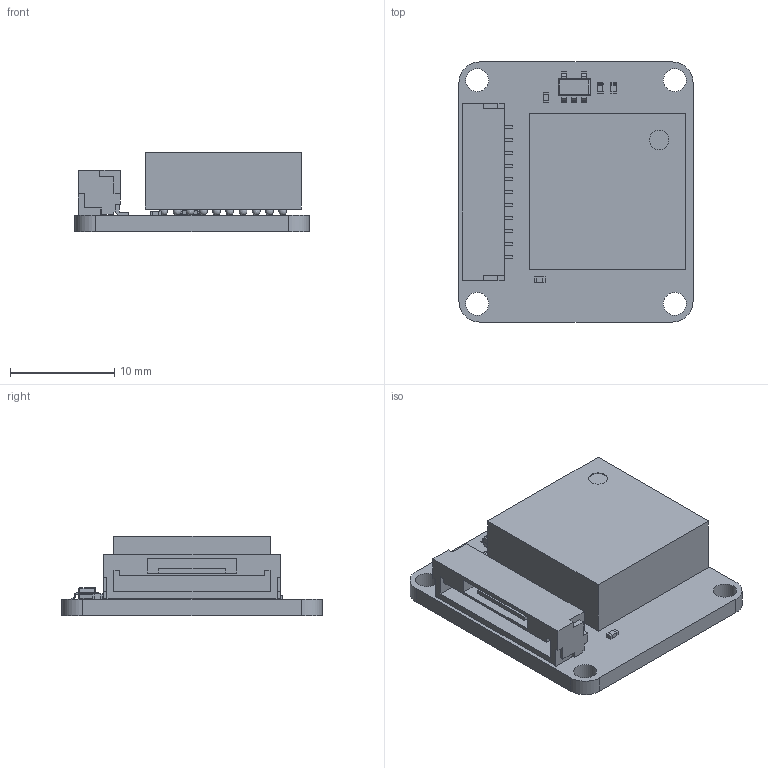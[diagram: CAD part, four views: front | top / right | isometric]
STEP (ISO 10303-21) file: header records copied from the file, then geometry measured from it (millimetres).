
FILE_DESCRIPTION(('Open CASCADE Model'),'2;1');
FILE_NAME('Open CASCADE Shape Model','2023-04-11T11:03:05',('Author'),( 'Open CASCADE'),'Open CASCADE STEP processor 7.5','Open CASCADE 7.5' ,'Unknown');
FILE_SCHEMA(('AUTOMOTIVE_DESIGN { 1 0 10303 214 1 1 1 1 }'));
Length unit declared in the file: millimetre
Products named in the file (25): PCB; BoardCarrier; Open CASCADE STEP translator 7.5 1.1.1; U2Carrier; 6519631520; Open CASCADE STEP translator 7.5 3.1; Body; Open CASCADE STEP translator 7.5 3.2.1; ball; U1Carrier; 6519633040; Open CASCADE STEP translator 6.8 2.1.1; Leader; R1Carrier; 6126981264; Extruded; 6126981024; J1Carrier; SM11B-GHS-TB; C3Carrier; 0402 cap; C2Carrier; C1Carrier
Assembly tree (130 placements, depth 5):
  PCB
    BoardCarrier
      Open CASCADE STEP translator 7.5 1.1.1
    U2Carrier
      6519631520
        Open CASCADE STEP translator 7.5 3.1
        Body
          Open CASCADE STEP translator 7.5 3.2.1
        ball  x100
    U1Carrier
      6519633040
        Body
          Open CASCADE STEP translator 6.8 2.1.1
        Leader  x5
    R1Carrier
      6126981264  x2
        Extruded
      6126981024
        Extruded
    J1Carrier
      SM11B-GHS-TB
    C3Carrier
      0402 cap
    C2Carrier
      0402 cap
    C1Carrier
      0402 cap
Bounding box: 22.5 x 25 x 7.68 mm (x, y, z)
Volume: 2305.8 mm3; surface area: 2764.3 mm2
Topology: 115 solids, 116 shells, 615 faces, 1472 edges, 835 vertices
Faces by surface type: plane 322, sphere 156, cylinder 129, bspline 8
Full cylindrical faces by diameter (mm): 1.875 x1, 2.2 x4
Entity records: 11726 total; most frequent: CARTESIAN_POINT 2361, DIRECTION 1669, ORIENTED_EDGE 1455, EDGE_CURVE 728, LINE 597, VECTOR 597, AXIS2_PLACEMENT_3D 536, VERTEX_POINT 436
